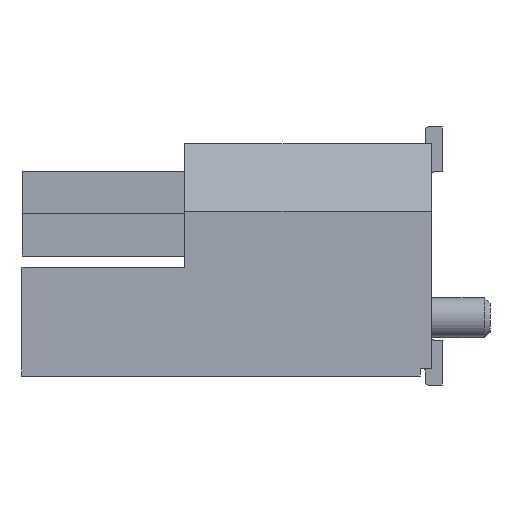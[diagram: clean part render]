
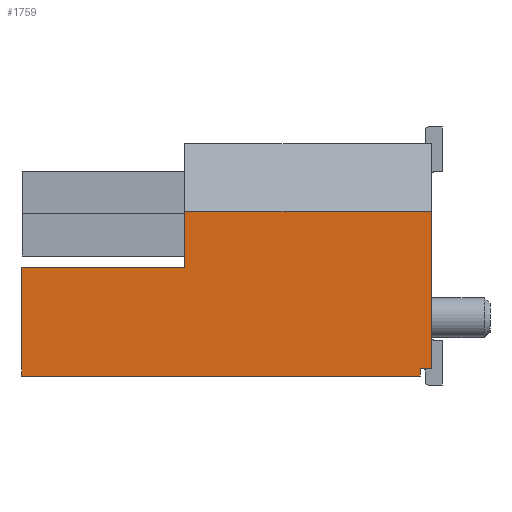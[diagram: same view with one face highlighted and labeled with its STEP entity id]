
A CAD part, left-side view. The second image highlights one B-rep face of the part: STEP entity #1759.
In plain terms, the highlighted planar face has unit normal (-1, 0, 0).
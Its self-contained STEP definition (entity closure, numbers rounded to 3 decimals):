
#1759 = ADVANCED_FACE( '', ( #3667 ), #3668, .F. );
#3667 = FACE_OUTER_BOUND( '', #5731, .T. );
#3668 = PLANE( '', #5732 );
#5731 = EDGE_LOOP( '', ( #11211, #11212, #11213, #11214, #11215, #11216, #11217, #11218 ) );
#5732 = AXIS2_PLACEMENT_3D( '', #11219, #11220, #11221 );
#11211 = ORIENTED_EDGE( '', *, *, #15261, .F. );
#11212 = ORIENTED_EDGE( '', *, *, #13477, .F. );
#11213 = ORIENTED_EDGE( '', *, *, #15387, .T. );
#11214 = ORIENTED_EDGE( '', *, *, #14290, .F. );
#11215 = ORIENTED_EDGE( '', *, *, #15291, .F. );
#11216 = ORIENTED_EDGE( '', *, *, #14789, .F. );
#11217 = ORIENTED_EDGE( '', *, *, #13685, .F. );
#11218 = ORIENTED_EDGE( '', *, *, #15388, .T. );
#11219 = CARTESIAN_POINT( '', ( -5.548, 4.4, -2.14 ) );
#11220 = DIRECTION( '', ( 1., 0., 0. ) );
#11221 = DIRECTION( '', ( 0., 0., -1. ) );
#13477 = EDGE_CURVE( '', #16544, #16546, #16547, .T. );
#13685 = EDGE_CURVE( '', #16893, #16895, #16896, .T. );
#14290 = EDGE_CURVE( '', #17866, #17861, #17868, .T. );
#14789 = EDGE_CURVE( '', #16895, #18591, #18594, .T. );
#15261 = EDGE_CURVE( '', #16546, #19207, #19208, .T. );
#15291 = EDGE_CURVE( '', #18591, #17866, #19248, .T. );
#15387 = EDGE_CURVE( '', #16544, #17861, #19364, .T. );
#15388 = EDGE_CURVE( '', #16893, #19207, #19365, .T. );
#16544 = VERTEX_POINT( '', #20880 );
#16546 = VERTEX_POINT( '', #20883 );
#16547 = LINE( '', #20884, #20885 );
#16893 = VERTEX_POINT( '', #21387 );
#16895 = VERTEX_POINT( '', #21390 );
#16896 = LINE( '', #21391, #21392 );
#17861 = VERTEX_POINT( '', #22783 );
#17866 = VERTEX_POINT( '', #22790 );
#17868 = LINE( '', #22793, #22794 );
#18591 = VERTEX_POINT( '', #23845 );
#18594 = LINE( '', #23850, #23851 );
#19207 = VERTEX_POINT( '', #24789 );
#19208 = LINE( '', #24790, #24791 );
#19248 = LINE( '', #24853, #24854 );
#19364 = LINE( '', #25034, #25035 );
#19365 = LINE( '', #25036, #25037 );
#20880 = CARTESIAN_POINT( '', ( -5.548, 0., -2. ) );
#20883 = CARTESIAN_POINT( '', ( -5.548, 0.2, -2. ) );
#20884 = CARTESIAN_POINT( '', ( -5.548, 4.4, -2. ) );
#20885 = VECTOR( '', #26020, 1000. );
#21387 = CARTESIAN_POINT( '', ( -5.548, 7.3, -2.14 ) );
#21390 = CARTESIAN_POINT( '', ( -5.548, 7.3, -0.2 ) );
#21391 = CARTESIAN_POINT( '', ( -5.548, 7.3, -2.14 ) );
#21392 = VECTOR( '', #26208, 1000. );
#22783 = CARTESIAN_POINT( '', ( -5.548, 0., 0.798 ) );
#22790 = CARTESIAN_POINT( '', ( -5.548, 4.4, 0.798 ) );
#22793 = CARTESIAN_POINT( '', ( -5.548, 4.4, 0.798 ) );
#22794 = VECTOR( '', #26815, 1000. );
#23845 = CARTESIAN_POINT( '', ( -5.548, 4.4, -0.2 ) );
#23850 = CARTESIAN_POINT( '', ( -5.548, 7.3, -0.2 ) );
#23851 = VECTOR( '', #27287, 1000. );
#24789 = CARTESIAN_POINT( '', ( -5.548, 0.2, -2.14 ) );
#24790 = CARTESIAN_POINT( '', ( -5.548, 0.2, -2.14 ) );
#24791 = VECTOR( '', #27688, 1000. );
#24853 = CARTESIAN_POINT( '', ( -5.548, 4.4, -2.14 ) );
#24854 = VECTOR( '', #27711, 1000. );
#25034 = CARTESIAN_POINT( '', ( -5.548, 0., -2.14 ) );
#25035 = VECTOR( '', #27785, 1000. );
#25036 = CARTESIAN_POINT( '', ( -5.548, 4.4, -2.14 ) );
#25037 = VECTOR( '', #27786, 1000. );
#26020 = DIRECTION( '', ( 0., 1., 0. ) );
#26208 = DIRECTION( '', ( 0., 0., 1. ) );
#26815 = DIRECTION( '', ( 0., -1., 0. ) );
#27287 = DIRECTION( '', ( 0., -1., 0. ) );
#27688 = DIRECTION( '', ( 0., 0., -1. ) );
#27711 = DIRECTION( '', ( 0., 0., 1. ) );
#27785 = DIRECTION( '', ( 0., 0., 1. ) );
#27786 = DIRECTION( '', ( 0., -1., 0. ) );
